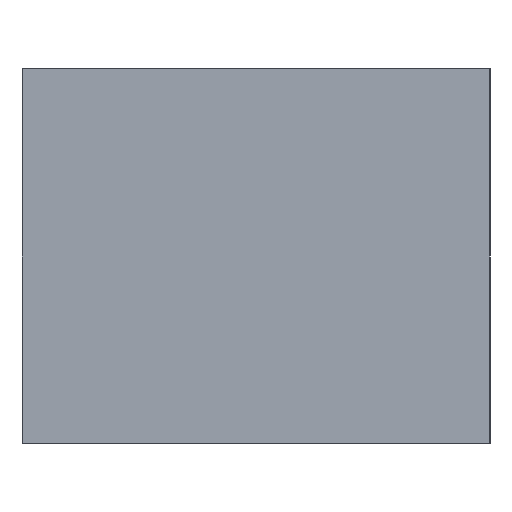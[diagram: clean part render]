
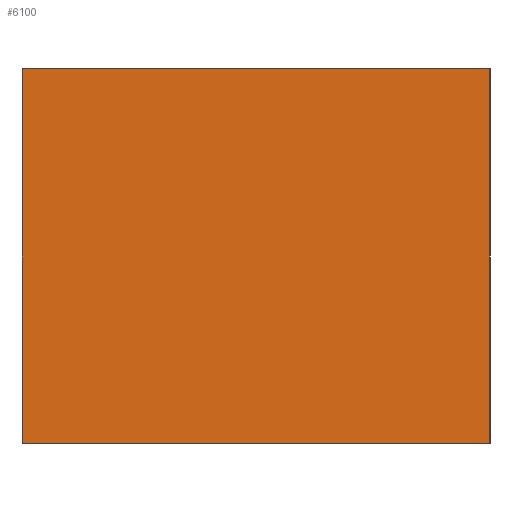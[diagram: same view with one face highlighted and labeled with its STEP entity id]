
A CAD part, left-side view. The second image highlights one B-rep face of the part: STEP entity #6100.
In plain terms, the highlighted planar face has unit normal (-1, 0, 0).
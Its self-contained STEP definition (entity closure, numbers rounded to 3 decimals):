
#14 = CARTESIAN_POINT ( 'NONE',  ( -368., 50., 20. ) ) ;
#185 = DIRECTION ( 'NONE',  ( 0., -1., 0. ) ) ;
#314 = CARTESIAN_POINT ( 'NONE',  ( -368., 0., 60. ) ) ;
#807 = ORIENTED_EDGE ( 'NONE', *, *, #2697, .F. ) ;
#1206 = PLANE ( 'NONE',  #6908 ) ;
#1515 = CARTESIAN_POINT ( 'NONE',  ( -368., 50., 60. ) ) ;
#2240 = CARTESIAN_POINT ( 'NONE',  ( -368., 50., 20. ) ) ;
#2269 = LINE ( 'NONE', #4489, #7843 ) ;
#2277 = VERTEX_POINT ( 'NONE', #314 ) ;
#2302 = VERTEX_POINT ( 'NONE', #2240 ) ;
#2324 = CARTESIAN_POINT ( 'NONE',  ( -368., 0., 20. ) ) ;
#2557 = VERTEX_POINT ( 'NONE', #3550 ) ;
#2657 = LINE ( 'NONE', #4374, #3521 ) ;
#2697 = EDGE_CURVE ( 'NONE', #4329, #2277, #2269, .T. ) ;
#2886 = EDGE_LOOP ( 'NONE', ( #807, #4427, #4129, #3221 ) ) ;
#3221 = ORIENTED_EDGE ( 'NONE', *, *, #4680, .T. ) ;
#3521 = VECTOR ( 'NONE', #6799, 1000. ) ;
#3550 = CARTESIAN_POINT ( 'NONE',  ( -368., 0., 20. ) ) ;
#3748 = DIRECTION ( 'NONE',  ( 1., 0., 0. ) ) ;
#4006 = FACE_OUTER_BOUND ( 'NONE', #2886, .T. ) ;
#4129 = ORIENTED_EDGE ( 'NONE', *, *, #7609, .T. ) ;
#4329 = VERTEX_POINT ( 'NONE', #1515 ) ;
#4374 = CARTESIAN_POINT ( 'NONE',  ( -368., 50., 20. ) ) ;
#4427 = ORIENTED_EDGE ( 'NONE', *, *, #4738, .F. ) ;
#4489 = CARTESIAN_POINT ( 'NONE',  ( -368., 50., 60. ) ) ;
#4680 = EDGE_CURVE ( 'NONE', #2557, #2277, #6015, .T. ) ;
#4738 = EDGE_CURVE ( 'NONE', #2302, #4329, #5819, .T. ) ;
#5084 = VECTOR ( 'NONE', #7288, 1000. ) ;
#5436 = CARTESIAN_POINT ( 'NONE',  ( -368., 50., 20. ) ) ;
#5819 = LINE ( 'NONE', #5436, #5084 ) ;
#6015 = LINE ( 'NONE', #2324, #7191 ) ;
#6100 = ADVANCED_FACE ( 'NONE', ( #4006 ), #1206, .F. ) ;
#6723 = DIRECTION ( 'NONE',  ( 0., 0., 1. ) ) ;
#6799 = DIRECTION ( 'NONE',  ( 0., -1., 0. ) ) ;
#6908 = AXIS2_PLACEMENT_3D ( 'NONE', #14, #3748, #6723 ) ;
#7191 = VECTOR ( 'NONE', #7257, 1000. ) ;
#7257 = DIRECTION ( 'NONE',  ( 0., 0., 1. ) ) ;
#7288 = DIRECTION ( 'NONE',  ( 0., 0., 1. ) ) ;
#7609 = EDGE_CURVE ( 'NONE', #2302, #2557, #2657, .T. ) ;
#7843 = VECTOR ( 'NONE', #185, 1000. ) ;
